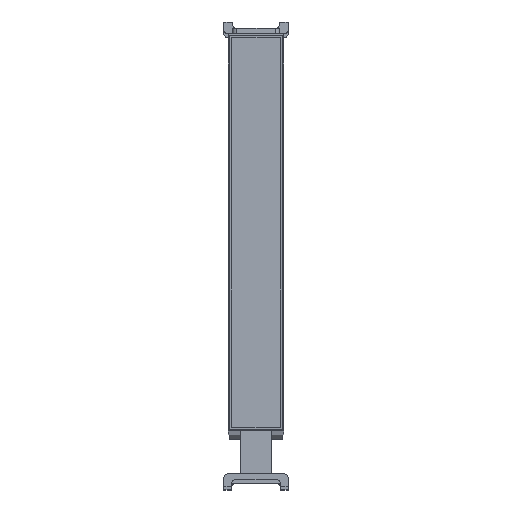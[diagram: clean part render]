
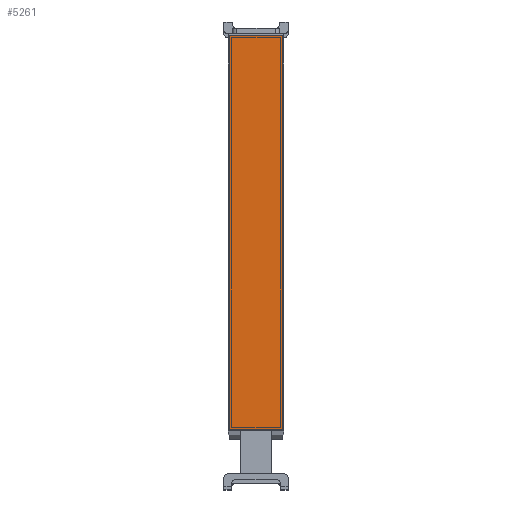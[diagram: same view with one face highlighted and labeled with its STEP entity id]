
A CAD part, top view. The second image highlights one B-rep face of the part: STEP entity #5261.
In plain terms, the highlighted planar face has unit normal (0, 0, 1).
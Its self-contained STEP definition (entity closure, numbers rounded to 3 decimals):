
#120 = EDGE_CURVE ( 'NONE', #7350, #4765, #7107, .T. ) ;
#444 = CARTESIAN_POINT ( 'NONE',  ( 6.8, -45.95, 1.2 ) ) ;
#613 = CARTESIAN_POINT ( 'NONE',  ( 13., 0., 1.2 ) ) ;
#792 = CARTESIAN_POINT ( 'NONE',  ( 19.2, 45.95, 1.2 ) ) ;
#1148 = ORIENTED_EDGE ( 'NONE', *, *, #120, .F. ) ;
#1215 = CARTESIAN_POINT ( 'NONE',  ( 19.2, -45.95, 1.2 ) ) ;
#1227 = VECTOR ( 'NONE', #8482, 1000. ) ;
#1392 = ORIENTED_EDGE ( 'NONE', *, *, #3786, .F. ) ;
#1477 = VECTOR ( 'NONE', #2419, 1000. ) ;
#1775 = CARTESIAN_POINT ( 'NONE',  ( 19.2, -45.95, 1.2 ) ) ;
#1802 = VECTOR ( 'NONE', #4580, 1000. ) ;
#1957 = AXIS2_PLACEMENT_3D ( 'NONE', #613, #7387, #7149 ) ;
#1960 = CARTESIAN_POINT ( 'NONE',  ( 6.8, 45.95, 1.2 ) ) ;
#2419 = DIRECTION ( 'NONE',  ( 0., 1., 0. ) ) ;
#2488 = EDGE_CURVE ( 'NONE', #7920, #3680, #2609, .T. ) ;
#2609 = LINE ( 'NONE', #1960, #1802 ) ;
#3020 = CARTESIAN_POINT ( 'NONE',  ( 6.8, -45.95, 1.2 ) ) ;
#3238 = CARTESIAN_POINT ( 'NONE',  ( 6.8, 45.95, 1.2 ) ) ;
#3433 = FACE_OUTER_BOUND ( 'NONE', #4578, .T. ) ;
#3680 = VERTEX_POINT ( 'NONE', #792 ) ;
#3786 = EDGE_CURVE ( 'NONE', #4765, #7920, #6362, .T. ) ;
#4042 = ORIENTED_EDGE ( 'NONE', *, *, #2488, .F. ) ;
#4578 = EDGE_LOOP ( 'NONE', ( #8367, #4042, #1392, #1148 ) ) ;
#4580 = DIRECTION ( 'NONE',  ( 1., 0., 0. ) ) ;
#4765 = VERTEX_POINT ( 'NONE', #444 ) ;
#4833 = VECTOR ( 'NONE', #6863, 1000. ) ;
#5261 = ADVANCED_FACE ( 'NONE', ( #3433 ), #5404, .T. ) ;
#5355 = EDGE_CURVE ( 'NONE', #3680, #7350, #5369, .T. ) ;
#5369 = LINE ( 'NONE', #8281, #4833 ) ;
#5404 = PLANE ( 'NONE',  #1957 ) ;
#6362 = LINE ( 'NONE', #3020, #1477 ) ;
#6863 = DIRECTION ( 'NONE',  ( 0., -1., 0. ) ) ;
#7107 = LINE ( 'NONE', #1215, #1227 ) ;
#7149 = DIRECTION ( 'NONE',  ( -1., 0., 0. ) ) ;
#7350 = VERTEX_POINT ( 'NONE', #1775 ) ;
#7387 = DIRECTION ( 'NONE',  ( 0., 0., 1. ) ) ;
#7920 = VERTEX_POINT ( 'NONE', #3238 ) ;
#8281 = CARTESIAN_POINT ( 'NONE',  ( 19.2, 45.95, 1.2 ) ) ;
#8367 = ORIENTED_EDGE ( 'NONE', *, *, #5355, .F. ) ;
#8482 = DIRECTION ( 'NONE',  ( -1., 0., 0. ) ) ;
